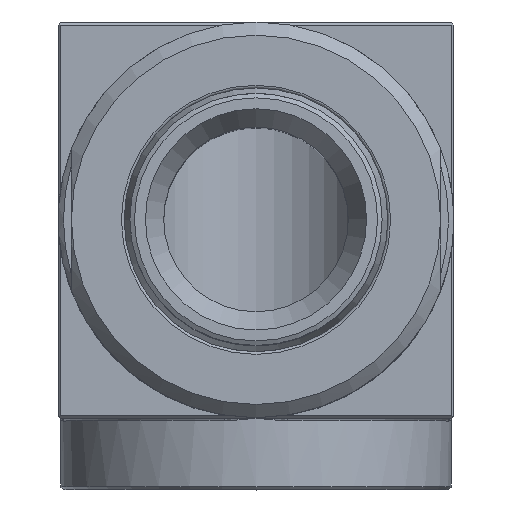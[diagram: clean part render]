
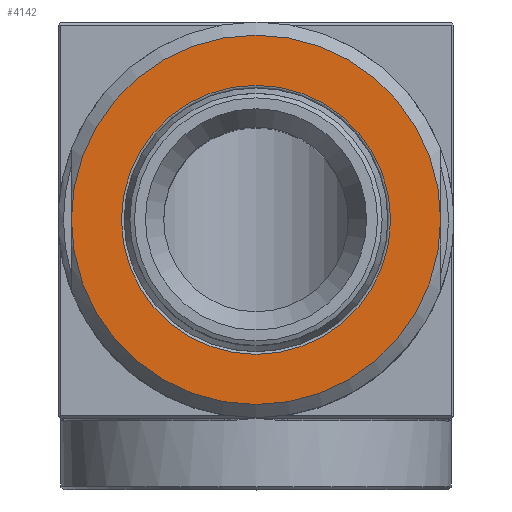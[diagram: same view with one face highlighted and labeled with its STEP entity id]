
A CAD part, top view. The second image highlights one B-rep face of the part: STEP entity #4142.
In plain terms, the highlighted planar face has unit normal (0, 0, 1).
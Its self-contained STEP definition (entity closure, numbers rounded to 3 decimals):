
#3 = DIRECTION ( 'NONE',  ( 1., 0., 0. ) ) ;
#104 = ORIENTED_EDGE ( 'NONE', *, *, #6327, .F. ) ;
#307 = FACE_BOUND ( 'NONE', #988, .T. ) ;
#316 = AXIS2_PLACEMENT_3D ( 'NONE', #2729, #3856, #5615 ) ;
#625 = CIRCLE ( 'NONE', #316, 25.5 ) ;
#988 = EDGE_LOOP ( 'NONE', ( #104 ) ) ;
#1522 = VERTEX_POINT ( 'NONE', #2498 ) ;
#1663 = CARTESIAN_POINT ( 'NONE',  ( 0., 0., 118.6 ) ) ;
#2006 = VERTEX_POINT ( 'NONE', #2656 ) ;
#2419 = AXIS2_PLACEMENT_3D ( 'NONE', #3975, #5638, #6179 ) ;
#2451 = CIRCLE ( 'NONE', #2419, 35. ) ;
#2498 = CARTESIAN_POINT ( 'NONE',  ( -35., 0., 118.6 ) ) ;
#2656 = CARTESIAN_POINT ( 'NONE',  ( 25.5, 0., 118.6 ) ) ;
#2729 = CARTESIAN_POINT ( 'NONE',  ( 0., 0., 118.6 ) ) ;
#3010 = VERTEX_POINT ( 'NONE', #5788 ) ;
#3721 = DIRECTION ( 'NONE',  ( 0., 0., -1. ) ) ;
#3759 = EDGE_CURVE ( 'NONE', #3010, #1522, #2451, .T. ) ;
#3772 = ORIENTED_EDGE ( 'NONE', *, *, #3759, .T. ) ;
#3856 = DIRECTION ( 'NONE',  ( 0., 0., 1. ) ) ;
#3957 = EDGE_LOOP ( 'NONE', ( #4608, #3772 ) ) ;
#3975 = CARTESIAN_POINT ( 'NONE',  ( 0., 0., 118.6 ) ) ;
#4142 = ADVANCED_FACE ( 'NONE', ( #307, #5067 ), #6424, .F. ) ;
#4175 = AXIS2_PLACEMENT_3D ( 'NONE', #1663, #6754, #3 ) ;
#4285 = CARTESIAN_POINT ( 'NONE',  ( 0., 25.5, 118.6 ) ) ;
#4608 = ORIENTED_EDGE ( 'NONE', *, *, #5961, .T. ) ;
#5067 = FACE_OUTER_BOUND ( 'NONE', #3957, .T. ) ;
#5302 = AXIS2_PLACEMENT_3D ( 'NONE', #4285, #3721, #5465 ) ;
#5465 = DIRECTION ( 'NONE',  ( -1., 0., 0. ) ) ;
#5615 = DIRECTION ( 'NONE',  ( 1., 0., 0. ) ) ;
#5638 = DIRECTION ( 'NONE',  ( 0., 0., 1. ) ) ;
#5788 = CARTESIAN_POINT ( 'NONE',  ( 35., 0., 118.6 ) ) ;
#5961 = EDGE_CURVE ( 'NONE', #1522, #3010, #7423, .T. ) ;
#6179 = DIRECTION ( 'NONE',  ( 1., 0., 0. ) ) ;
#6327 = EDGE_CURVE ( 'NONE', #2006, #2006, #625, .T. ) ;
#6424 = PLANE ( 'NONE',  #5302 ) ;
#6754 = DIRECTION ( 'NONE',  ( 0., 0., 1. ) ) ;
#7423 = CIRCLE ( 'NONE', #4175, 35. ) ;
